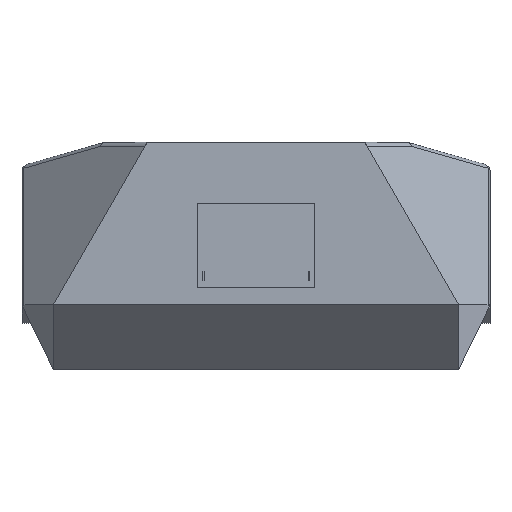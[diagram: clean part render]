
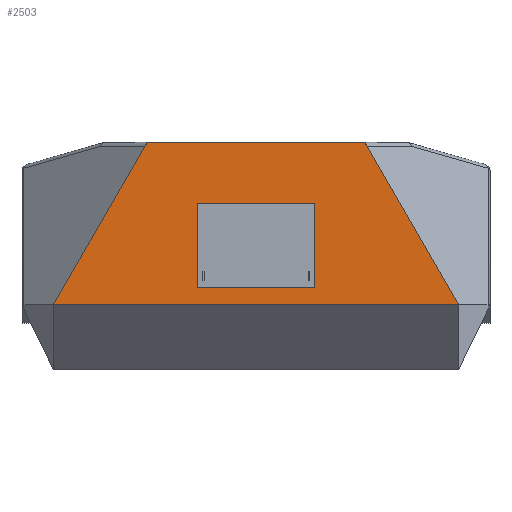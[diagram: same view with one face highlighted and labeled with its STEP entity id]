
A CAD part, top view. The second image highlights one B-rep face of the part: STEP entity #2503.
In plain terms, the highlighted planar face has unit normal (0, 0, 1).
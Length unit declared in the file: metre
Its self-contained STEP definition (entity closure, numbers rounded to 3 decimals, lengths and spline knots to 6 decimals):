
#231=ORIENTED_EDGE('',*,*,#843,.T.);
#232=ORIENTED_EDGE('',*,*,#839,.F.);
#233=ORIENTED_EDGE('',*,*,#853,.T.);
#234=ORIENTED_EDGE('',*,*,#846,.T.);
#235=ORIENTED_EDGE('',*,*,#891,.F.);
#236=ORIENTED_EDGE('',*,*,#892,.F.);
#237=ORIENTED_EDGE('',*,*,#893,.F.);
#238=ORIENTED_EDGE('',*,*,#894,.T.);
#839=EDGE_CURVE('',#1193,#1194,#1429,.T.);
#843=EDGE_CURVE('',#1197,#1194,#1433,.T.);
#846=EDGE_CURVE('',#1199,#1197,#1436,.T.);
#853=EDGE_CURVE('',#1193,#1199,#1443,.T.);
#891=EDGE_CURVE('',#1229,#1230,#1481,.T.);
#892=EDGE_CURVE('',#1231,#1229,#1482,.T.);
#893=EDGE_CURVE('',#1232,#1231,#1483,.T.);
#894=EDGE_CURVE('',#1232,#1230,#1484,.T.);
#1193=VERTEX_POINT('',#3594);
#1194=VERTEX_POINT('',#3595);
#1197=VERTEX_POINT('',#3603);
#1199=VERTEX_POINT('',#3609);
#1229=VERTEX_POINT('',#3701);
#1230=VERTEX_POINT('',#3702);
#1231=VERTEX_POINT('',#3704);
#1232=VERTEX_POINT('',#3706);
#1429=LINE('',#3593,#1729);
#1433=LINE('',#3602,#1733);
#1436=LINE('',#3608,#1736);
#1443=LINE('',#3622,#1743);
#1481=LINE('',#3700,#1781);
#1482=LINE('',#3703,#1782);
#1483=LINE('',#3705,#1783);
#1484=LINE('',#3707,#1784);
#1729=VECTOR('',#2884,1.);
#1733=VECTOR('',#2890,1.);
#1736=VECTOR('',#2895,1.);
#1743=VECTOR('',#2904,1.);
#1781=VECTOR('',#2974,1.);
#1782=VECTOR('',#2975,1.);
#1783=VECTOR('',#2976,1.);
#1784=VECTOR('',#2977,1.);
#2045=EDGE_LOOP('',(#231,#232,#233,#234));
#2046=EDGE_LOOP('',(#235,#236,#237,#238));
#2215=FACE_BOUND('',#2045,.T.);
#2216=FACE_BOUND('',#2046,.T.);
#2381=PLANE('',#2679);
#2503=ADVANCED_FACE('',(#2215,#2216),#2381,.F.);
#2679=AXIS2_PLACEMENT_3D('',#3699,#2972,#2973);
#2884=DIRECTION('',(0.,1.,0.));
#2890=DIRECTION('',(1.,0.,0.));
#2895=DIRECTION('',(0.,1.,0.));
#2904=DIRECTION('',(-1.,0.,0.));
#2972=DIRECTION('',(0.,0.,-1.));
#2973=DIRECTION('',(0.,-1.,0.));
#2974=DIRECTION('',(0.5,-0.866,0.));
#2975=DIRECTION('',(1.,0.,0.));
#2976=DIRECTION('',(0.5,0.866,0.));
#2977=DIRECTION('',(1.,0.,0.));
#3593=CARTESIAN_POINT('',(0.143409,0.035005,0.1744));
#3594=CARTESIAN_POINT('',(0.143409,0.029284,0.1744));
#3595=CARTESIAN_POINT('',(0.143409,0.035804,0.1744));
#3602=CARTESIAN_POINT('',(0.143199,0.035804,0.1744));
#3603=CARTESIAN_POINT('',(0.134389,0.035804,0.1744));
#3608=CARTESIAN_POINT('',(0.134389,0.03555,0.1744));
#3609=CARTESIAN_POINT('',(0.134389,0.029284,0.1744));
#3622=CARTESIAN_POINT('',(0.134599,0.029284,0.1744));
#3699=CARTESIAN_POINT('',(0.1389,0.0315,0.1744));
#3700=CARTESIAN_POINT('',(0.147557,0.04,0.1744));
#3701=CARTESIAN_POINT('',(0.147272,0.040494,0.1744));
#3702=CARTESIAN_POINT('',(0.154485,0.028,0.1744));
#3703=CARTESIAN_POINT('',(0.130243,0.040494,0.1744));
#3704=CARTESIAN_POINT('',(0.130528,0.040494,0.1744));
#3705=CARTESIAN_POINT('',(0.130243,0.04,0.1744));
#3706=CARTESIAN_POINT('',(0.123315,0.028,0.1744));
#3707=CARTESIAN_POINT('',(0.146693,0.028,0.1744));
